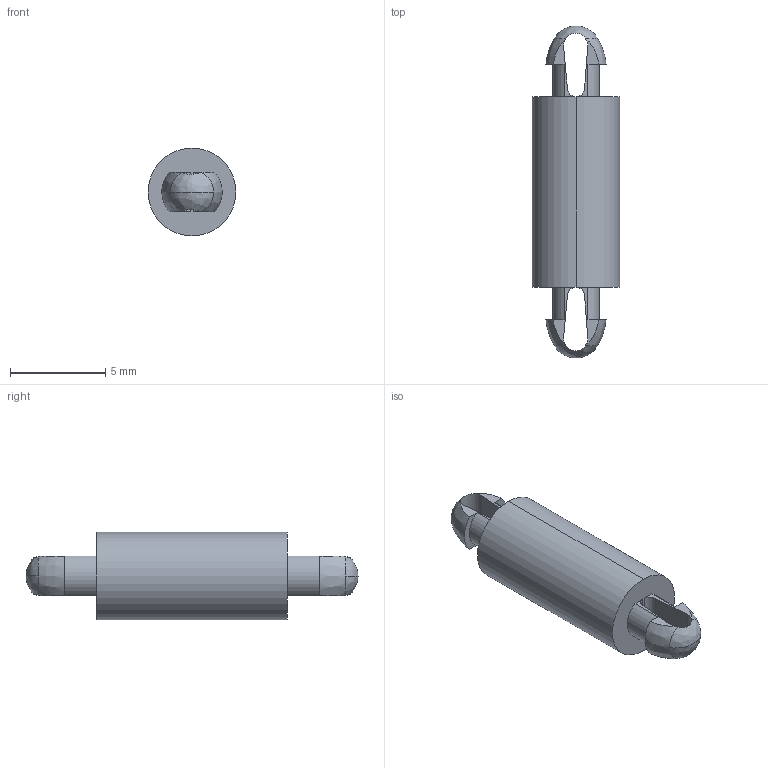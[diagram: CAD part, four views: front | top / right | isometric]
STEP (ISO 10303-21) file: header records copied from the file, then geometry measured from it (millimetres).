
FILE_DESCRIPTION(('STEP AP214'),'1');
FILE_NAME(' ',' ',('TraceParts'),('TraceParts S.A.'),'XStep 1.0',' ',' ');
FILE_SCHEMA(('automotive_design'));
Length unit declared in the file: millimetre
Products named in the file (1): Imported1
Bounding box: 4.6 x 17.4 x 4.6 mm (x, y, z)
Volume: 184.2 mm3; surface area: 251.4 mm2
Topology: 1 solids, 1 shells, 42 faces, 126 edges, 82 vertices
Faces by surface type: plane 18, cylinder 16, bspline 8
Entity records: 2963 total; most frequent: CARTESIAN_POINT 495, STYLED_ITEM 247, PRESENTATION_STYLE_ASSIGNMENT 247, COLOUR_RGB 247, ORIENTED_EDGE 244, DIRECTION 216, EDGE_CURVE 122, CURVE_STYLE 122
